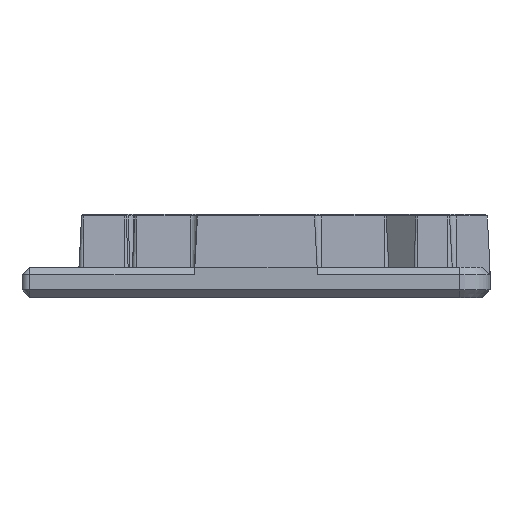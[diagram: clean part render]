
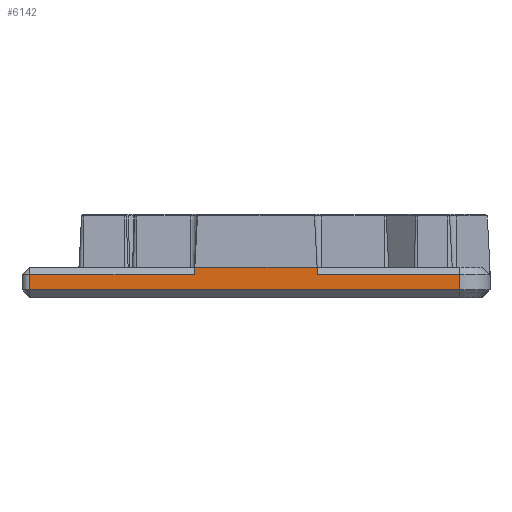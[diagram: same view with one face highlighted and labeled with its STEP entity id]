
A CAD part, left-side view. The second image highlights one B-rep face of the part: STEP entity #6142.
In plain terms, the highlighted planar face has unit normal (-1, 0, 0).
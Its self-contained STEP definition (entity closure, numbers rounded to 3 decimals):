
#70 = DIRECTION ( 'NONE',  ( 0., 0.052, 0.999 ) ) ;
#102 = CARTESIAN_POINT ( 'NONE',  ( -15.5, -13.5, 0.5 ) ) ;
#114 = ORIENTED_EDGE ( 'NONE', *, *, #3302, .T. ) ;
#350 = VERTEX_POINT ( 'NONE', #2582 ) ;
#362 = VECTOR ( 'NONE', #915, 1000. ) ;
#377 = CARTESIAN_POINT ( 'NONE',  ( -15.5, -4.05, 2. ) ) ;
#385 = ORIENTED_EDGE ( 'NONE', *, *, #1170, .F. ) ;
#470 = ORIENTED_EDGE ( 'NONE', *, *, #2000, .T. ) ;
#522 = ORIENTED_EDGE ( 'NONE', *, *, #5271, .T. ) ;
#567 = DIRECTION ( 'NONE',  ( 0., -1., 0. ) ) ;
#601 = FACE_OUTER_BOUND ( 'NONE', #5631, .T. ) ;
#658 = CARTESIAN_POINT ( 'NONE',  ( -15.5, -13.5, 0.5 ) ) ;
#718 = DIRECTION ( 'NONE',  ( 0., 0., -1. ) ) ;
#915 = DIRECTION ( 'NONE',  ( 0., 1., 0. ) ) ;
#1028 = LINE ( 'NONE', #1500, #2854 ) ;
#1070 = DIRECTION ( 'NONE',  ( 0., 1., 0. ) ) ;
#1170 = EDGE_CURVE ( 'NONE', #3560, #4358, #1028, .T. ) ;
#1212 = VERTEX_POINT ( 'NONE', #102 ) ;
#1379 = CARTESIAN_POINT ( 'NONE',  ( -15.5, 15.5, 1.5 ) ) ;
#1444 = VERTEX_POINT ( 'NONE', #2749 ) ;
#1500 = CARTESIAN_POINT ( 'NONE',  ( -15.5, -4.05, 2. ) ) ;
#1557 = CARTESIAN_POINT ( 'NONE',  ( -15.5, 4.081, 1.402 ) ) ;
#1853 = LINE ( 'NONE', #1379, #362 ) ;
#1989 = DIRECTION ( 'NONE',  ( 0., 0., -1. ) ) ;
#2000 = EDGE_CURVE ( 'NONE', #1444, #1212, #5287, .T. ) ;
#2050 = EDGE_CURVE ( 'NONE', #350, #4579, #2515, .T. ) ;
#2067 = CARTESIAN_POINT ( 'NONE',  ( -15.5, 15.5, 2. ) ) ;
#2207 = EDGE_CURVE ( 'NONE', #350, #1212, #3598, .T. ) ;
#2447 = CARTESIAN_POINT ( 'NONE',  ( -15.5, -3.997, 3.022 ) ) ;
#2472 = CARTESIAN_POINT ( 'NONE',  ( -15.5, 14.996, 1.5 ) ) ;
#2515 = LINE ( 'NONE', #4411, #3569 ) ;
#2519 = DIRECTION ( 'NONE',  ( 1., 0., 0. ) ) ;
#2545 = CARTESIAN_POINT ( 'NONE',  ( -15.5, -4.077, 1.5 ) ) ;
#2557 = ORIENTED_EDGE ( 'NONE', *, *, #2207, .F. ) ;
#2582 = CARTESIAN_POINT ( 'NONE',  ( -15.5, -13.5, 1.5 ) ) ;
#2681 = CARTESIAN_POINT ( 'NONE',  ( -15.5, 4.076, 1.5 ) ) ;
#2699 = VERTEX_POINT ( 'NONE', #2472 ) ;
#2748 = EDGE_CURVE ( 'NONE', #3560, #3904, #5838, .T. ) ;
#2749 = CARTESIAN_POINT ( 'NONE',  ( -15.5, 14.996, 0.5 ) ) ;
#2854 = VECTOR ( 'NONE', #4814, 1000. ) ;
#3072 = CARTESIAN_POINT ( 'NONE',  ( -15.5, 4.05, 2. ) ) ;
#3170 = VECTOR ( 'NONE', #567, 1000. ) ;
#3302 = EDGE_CURVE ( 'NONE', #3904, #2699, #1853, .T. ) ;
#3375 = LINE ( 'NONE', #2447, #5295 ) ;
#3560 = VERTEX_POINT ( 'NONE', #3072 ) ;
#3569 = VECTOR ( 'NONE', #3940, 1000. ) ;
#3588 = ORIENTED_EDGE ( 'NONE', *, *, #2050, .T. ) ;
#3598 = LINE ( 'NONE', #5004, #5763 ) ;
#3680 = VECTOR ( 'NONE', #5310, 1000. ) ;
#3904 = VERTEX_POINT ( 'NONE', #2681 ) ;
#3940 = DIRECTION ( 'NONE',  ( 0., 1., 0. ) ) ;
#3955 = ORIENTED_EDGE ( 'NONE', *, *, #4895, .T. ) ;
#4318 = AXIS2_PLACEMENT_3D ( 'NONE', #2067, #2519, #1070 ) ;
#4358 = VERTEX_POINT ( 'NONE', #377 ) ;
#4401 = VECTOR ( 'NONE', #1989, 1000. ) ;
#4411 = CARTESIAN_POINT ( 'NONE',  ( -15.5, 15.5, 1.5 ) ) ;
#4579 = VERTEX_POINT ( 'NONE', #2545 ) ;
#4814 = DIRECTION ( 'NONE',  ( 0., -1., 0. ) ) ;
#4895 = EDGE_CURVE ( 'NONE', #4579, #4358, #3375, .T. ) ;
#4946 = PLANE ( 'NONE',  #4318 ) ;
#4984 = ORIENTED_EDGE ( 'NONE', *, *, #2748, .T. ) ;
#5004 = CARTESIAN_POINT ( 'NONE',  ( -15.5, -13.5, 2. ) ) ;
#5271 = EDGE_CURVE ( 'NONE', #2699, #1444, #6119, .T. ) ;
#5287 = LINE ( 'NONE', #658, #3170 ) ;
#5295 = VECTOR ( 'NONE', #70, 1000. ) ;
#5310 = DIRECTION ( 'NONE',  ( 0., 0.052, -0.999 ) ) ;
#5631 = EDGE_LOOP ( 'NONE', ( #522, #470, #2557, #3588, #3955, #385, #4984, #114 ) ) ;
#5737 = CARTESIAN_POINT ( 'NONE',  ( -15.5, 14.996, 2. ) ) ;
#5763 = VECTOR ( 'NONE', #718, 1000. ) ;
#5838 = LINE ( 'NONE', #1557, #3680 ) ;
#6119 = LINE ( 'NONE', #5737, #4401 ) ;
#6142 = ADVANCED_FACE ( 'NONE', ( #601 ), #4946, .F. ) ;
